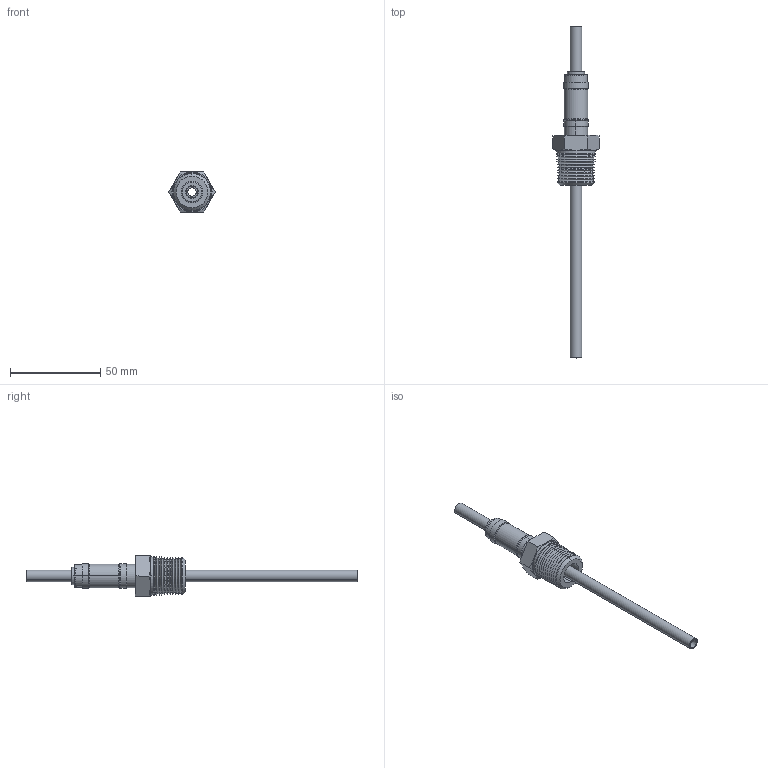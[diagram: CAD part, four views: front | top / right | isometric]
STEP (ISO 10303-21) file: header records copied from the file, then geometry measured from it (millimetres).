
FILE_DESCRIPTION (( 'STEP AP203' ), '1' );
FILE_NAME ('A0003-4-NPT.STEP', '2013-06-13T11:57:31', ( '' ), ( '' ), 'SwSTEP 2.0', 'SolidWorks 2012', '' );
FILE_SCHEMA (( 'CONFIG_CONTROL_DESIGN' ));
Length unit declared in the file: inch
Products named in the file (1): A0003-4-NPT
Bounding box: 25.66 x 184.15 x 22.23 mm (x, y, z)
Volume: 12475.5 mm3; surface area: 14397.5 mm2
Topology: 1 solids, 1 shells, 134 faces, 286 edges, 169 vertices
Faces by surface type: cone 69, cylinder 36, plane 23, torus 6
Entity records: 3738 total; most frequent: DIRECTION 689, CARTESIAN_POINT 686, ORIENTED_EDGE 572, AXIS2_PLACEMENT_3D 292, EDGE_CURVE 286, VERTEX_POINT 169, CIRCLE 157, EDGE_LOOP 151
